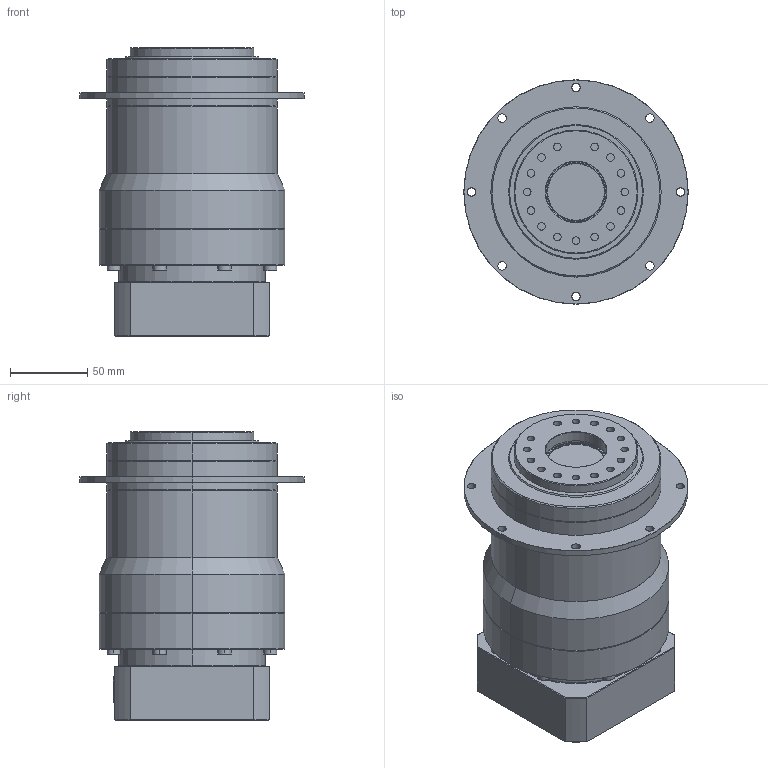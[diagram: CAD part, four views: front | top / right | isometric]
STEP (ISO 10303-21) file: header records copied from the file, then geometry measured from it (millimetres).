
FILE_DESCRIPTION (( 'STEP AP214' ), '1' );
FILE_NAME ('PGD110-25A4.STEP', '2015-07-01T19:36:19', ( '' ), ( '' ), 'SwSTEP 2.0', 'SolidWorks 2015', '' );
FILE_SCHEMA (( 'AUTOMOTIVE_DESIGN' ));
Length unit declared in the file: millimetre
Products named in the file (1): PGD110-25A4
Bounding box: 145 x 145 x 186.5 mm (x, y, z)
Volume: 1701621.6 mm3; surface area: 149395.9 mm2
Topology: 12 solids, 12 shells, 497 faces, 1149 edges, 738 vertices
Faces by surface type: plane 240, cylinder 180, cone 51, torus 26
Entity records: 14613 total; most frequent: CARTESIAN_POINT 2672, DIRECTION 2582, ORIENTED_EDGE 2298, EDGE_CURVE 1149, AXIS2_PLACEMENT_3D 962, VERTEX_POINT 738, VECTOR 658, LINE 658
